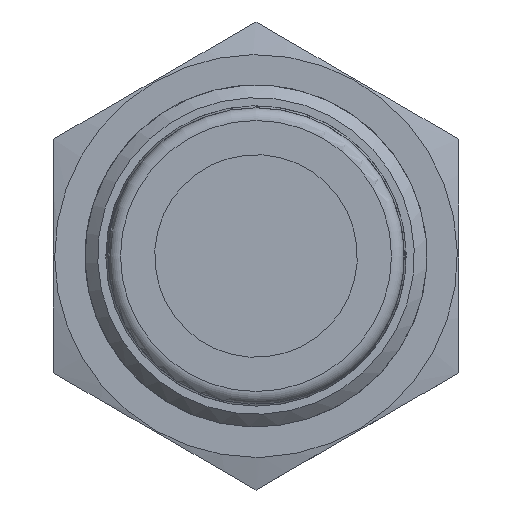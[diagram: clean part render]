
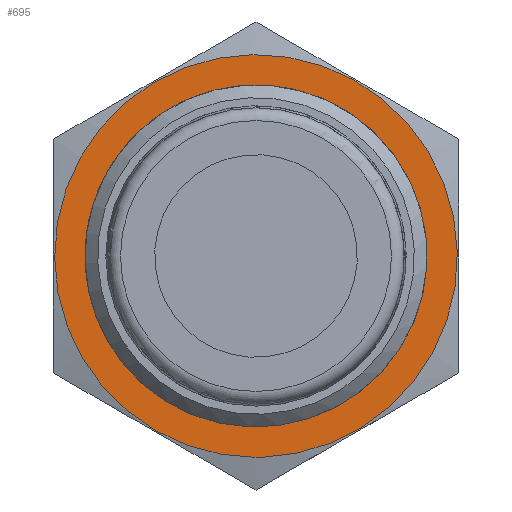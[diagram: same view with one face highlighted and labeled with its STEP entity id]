
A CAD part, left-side view. The second image highlights one B-rep face of the part: STEP entity #695.
In plain terms, the highlighted planar face has unit normal (-1, 0, 0).
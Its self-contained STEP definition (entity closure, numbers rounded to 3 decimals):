
#104=FACE_BOUND('',#214,.T.);
#149=FACE_OUTER_BOUND('',#213,.T.);
#213=EDGE_LOOP('',(#512));
#214=EDGE_LOOP('',(#513));
#311=CIRCLE('',#759,13.5);
#313=CIRCLE('',#763,15.9);
#356=VERTEX_POINT('',#1090);
#358=VERTEX_POINT('',#1096);
#425=EDGE_CURVE('',#356,#356,#311,.T.);
#427=EDGE_CURVE('',#358,#358,#313,.T.);
#512=ORIENTED_EDGE('',*,*,#427,.T.);
#513=ORIENTED_EDGE('',*,*,#425,.F.);
#665=PLANE('',#762);
#695=ADVANCED_FACE('',(#149,#104),#665,.T.);
#759=AXIS2_PLACEMENT_3D('',#1091,#873,#874);
#762=AXIS2_PLACEMENT_3D('',#1095,#879,#880);
#763=AXIS2_PLACEMENT_3D('',#1097,#881,#882);
#873=DIRECTION('center_axis',(-1.,0.,0.));
#874=DIRECTION('ref_axis',(0.,1.,0.));
#879=DIRECTION('center_axis',(-1.,0.,0.));
#880=DIRECTION('ref_axis',(0.,1.,0.));
#881=DIRECTION('center_axis',(-1.,0.,0.));
#882=DIRECTION('ref_axis',(0.,1.,0.));
#1090=CARTESIAN_POINT('',(-7.5,0.554,-13.489));
#1091=CARTESIAN_POINT('Origin',(-7.5,0.,0.));
#1095=CARTESIAN_POINT('Origin',(-7.5,-16.4,16.4));
#1096=CARTESIAN_POINT('',(-7.5,-0.477,-15.893));
#1097=CARTESIAN_POINT('Origin',(-7.5,0.,0.));
